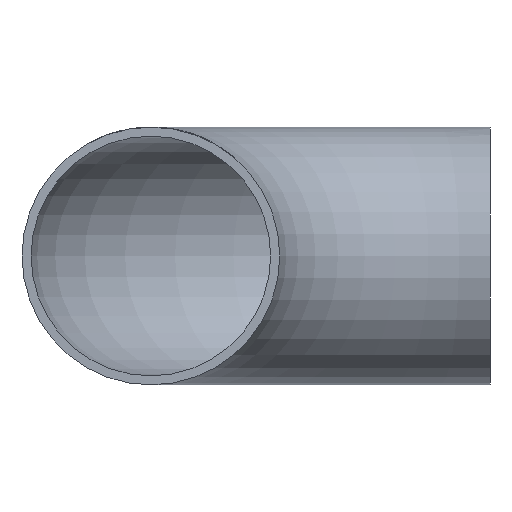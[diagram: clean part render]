
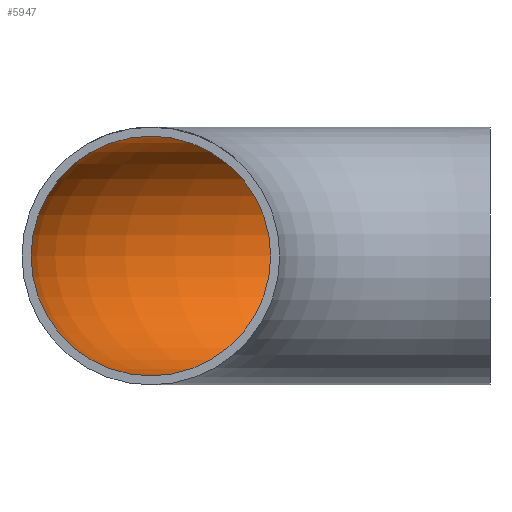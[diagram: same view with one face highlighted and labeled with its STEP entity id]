
A CAD part, front view. The second image highlights one B-rep face of the part: STEP entity #5947.
In plain terms, the highlighted toroidal (fillet/blend) face has major radius 75 mm and minor radius 26.5 mm.
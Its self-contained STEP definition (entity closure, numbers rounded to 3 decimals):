
#767 = AXIS2_PLACEMENT_3D ( 'NONE', #6428, #4302, #7750 ) ;
#862 = CARTESIAN_POINT ( 'NONE',  ( 0., 75., 0. ) ) ;
#1155 = EDGE_LOOP ( 'NONE', ( #1957 ) ) ;
#1342 = CIRCLE ( 'NONE', #6650, 26.5 ) ;
#1457 = DIRECTION ( 'NONE',  ( 1., 0., 0. ) ) ;
#1721 = AXIS2_PLACEMENT_3D ( 'NONE', #3649, #5054, #6387 ) ;
#1924 = ORIENTED_EDGE ( 'NONE', *, *, #6543, .T. ) ;
#1957 = ORIENTED_EDGE ( 'NONE', *, *, #3240, .F. ) ;
#2417 = FACE_OUTER_BOUND ( 'NONE', #1155, .T. ) ;
#2635 = FACE_OUTER_BOUND ( 'NONE', #8571, .T. ) ;
#3240 = EDGE_CURVE ( 'NONE', #3544, #3544, #7778, .T. ) ;
#3544 = VERTEX_POINT ( 'NONE', #7908 ) ;
#3649 = CARTESIAN_POINT ( 'NONE',  ( 0., 0., 0. ) ) ;
#4302 = DIRECTION ( 'NONE',  ( 0., 1., 0. ) ) ;
#5054 = DIRECTION ( 'NONE',  ( 0., 0., -1. ) ) ;
#5184 = VERTEX_POINT ( 'NONE', #5820 ) ;
#5820 = CARTESIAN_POINT ( 'NONE',  ( 0., 101.5, 0. ) ) ;
#5947 = ADVANCED_FACE ( 'NONE', ( #2635, #2417 ), #6636, .F. ) ;
#6320 = DIRECTION ( 'NONE',  ( 0., 1., 0. ) ) ;
#6387 = DIRECTION ( 'NONE',  ( -1., 0., 0. ) ) ;
#6428 = CARTESIAN_POINT ( 'NONE',  ( -75., 0., 0. ) ) ;
#6543 = EDGE_CURVE ( 'NONE', #5184, #5184, #1342, .T. ) ;
#6636 = TOROIDAL_SURFACE ( 'NONE', #1721, 75., 26.5 ) ;
#6650 = AXIS2_PLACEMENT_3D ( 'NONE', #862, #1457, #6320 ) ;
#7750 = DIRECTION ( 'NONE',  ( 0., 0., 1. ) ) ;
#7778 = CIRCLE ( 'NONE', #767, 26.5 ) ;
#7908 = CARTESIAN_POINT ( 'NONE',  ( -75., 0., 26.5 ) ) ;
#8571 = EDGE_LOOP ( 'NONE', ( #1924 ) ) ;
